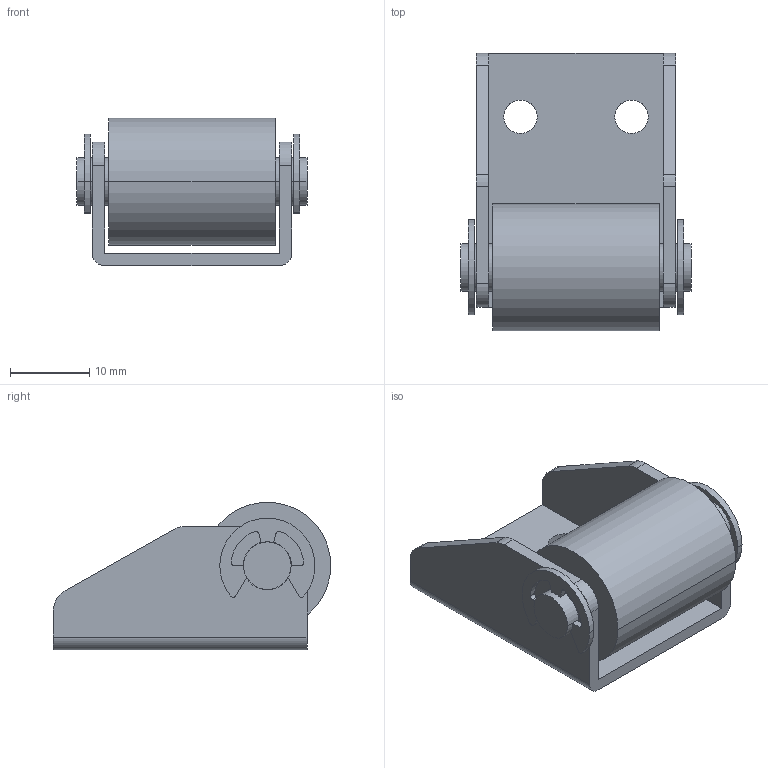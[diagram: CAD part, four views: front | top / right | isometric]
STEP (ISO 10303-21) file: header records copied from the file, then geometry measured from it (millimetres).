
FILE_DESCRIPTION (( 'STEP AP203' ), '1' );
FILE_NAME ('sone3D.STEP', '2014-02-05T00:55:18', ( '' ), ( '' ), 'SwSTEP 2.0', 'SolidWorks 2012', '' );
FILE_SCHEMA (( 'CONFIG_CONTROL_DESIGN' ));
Length unit declared in the file: millimetre
Products named in the file (4): AC-25-RC僽儔働僢僩_; AC-25-RC止め輪_; sone3D; AC-25-RCローラ_
Assembly tree (4 placements, depth 2):
  sone3D
    AC-25-RC僽儔働僢僩_
    AC-25-RCローラ_
    AC-25-RC止め輪_  x2
Bounding box: 29 x 35 x 18.6 mm (x, y, z)
Volume: 6833.6 mm3; surface area: 5118.4 mm2
Topology: 4 solids, 4 shells, 84 faces, 222 edges, 148 vertices
Faces by surface type: cylinder 52, plane 32
Entity records: 2369 total; most frequent: DIRECTION 369, CARTESIAN_POINT 333, ORIENTED_EDGE 318, EDGE_CURVE 159, AXIS2_PLACEMENT_3D 142, VERTEX_POINT 106, VECTOR 85, LINE 85
